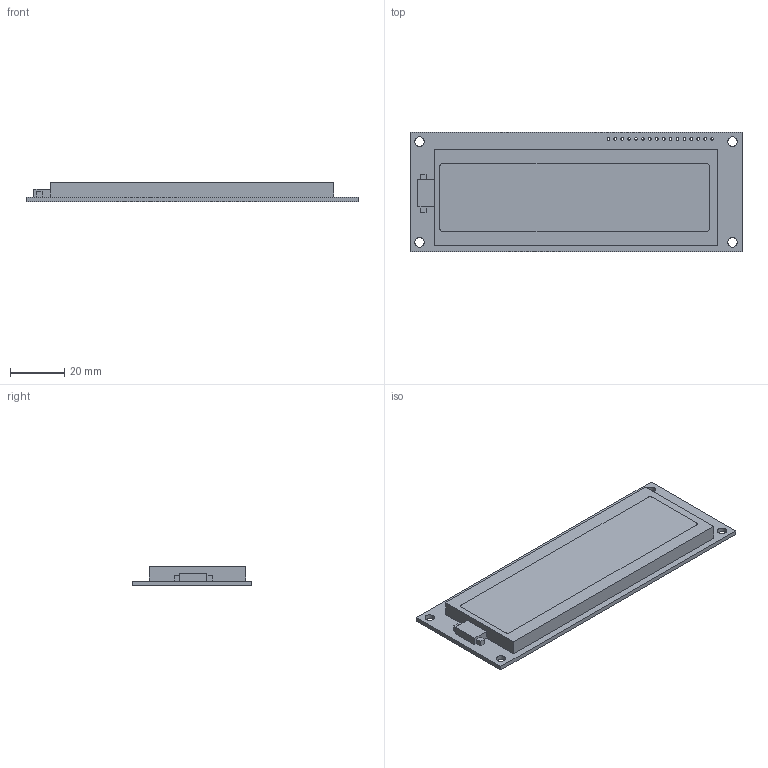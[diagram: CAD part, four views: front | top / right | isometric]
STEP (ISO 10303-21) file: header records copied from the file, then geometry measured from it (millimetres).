
FILE_DESCRIPTION(('FreeCAD Model'),'2;1');
FILE_NAME('Body_sp.step','2017-07-01T15:46:55',('kicad StepUp'),('ksu MCAD'), 'Open CASCADE STEP processor 7.1','FreeCAD','Unknown');
FILE_SCHEMA(('AUTOMOTIVE_DESIGN { 1 0 10303 214 1 1 1 1 }'));
Length unit declared in the file: millimetre
Products named in the file (1): Body_sp
Bounding box: 122 x 44 x 7 mm (x, y, z)
Volume: 28586.8 mm3; surface area: 12874 mm2
Topology: 1 solids, 1 shells, 44 faces, 128 edges, 88 vertices
Faces by surface type: plane 24, cylinder 20
Full cylindrical faces by diameter (mm): 1 x16, 3.5 x4
Entity records: 1883 total; most frequent: DIRECTION 262, CARTESIAN_POINT 261, ORIENTED_EDGE 256, EDGE_CURVE 128, AXIS2_PLACEMENT_3D 89, VERTEX_POINT 88, FACE_BOUND 86, EDGE_LOOP 86
